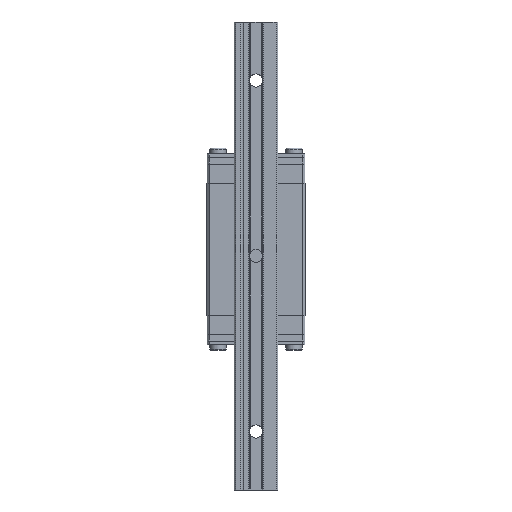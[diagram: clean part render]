
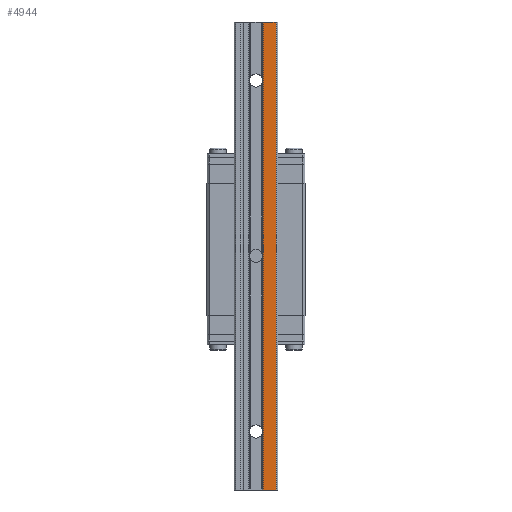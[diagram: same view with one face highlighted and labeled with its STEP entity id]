
A CAD part, front view. The second image highlights one B-rep face of the part: STEP entity #4944.
In plain terms, the highlighted planar face has unit normal (0, -1, 0).
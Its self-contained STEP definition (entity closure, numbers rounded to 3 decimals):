
#805=VERTEX_POINT('',#8261);
#806=VERTEX_POINT('',#8263);
#807=VERTEX_POINT('',#8267);
#808=VERTEX_POINT('',#8269);
#1325=VECTOR('',#6315,1.);
#1327=VECTOR('',#6318,1.);
#1328=VECTOR('',#6319,1.);
#1329=VECTOR('',#6320,1.);
#1861=LINE('',#8262,#1325);
#1863=LINE('',#8266,#1327);
#1864=LINE('',#8268,#1328);
#1865=LINE('',#8270,#1329);
#2512=EDGE_CURVE('',#806,#805,#1861,.F.);
#2514=EDGE_CURVE('',#807,#805,#1863,.F.);
#2515=EDGE_CURVE('',#808,#807,#1864,.F.);
#2516=EDGE_CURVE('',#808,#806,#1865,.F.);
#3638=ORIENTED_EDGE('',*,*,#2514,.F.);
#3639=ORIENTED_EDGE('',*,*,#2515,.F.);
#3640=ORIENTED_EDGE('',*,*,#2516,.T.);
#3641=ORIENTED_EDGE('',*,*,#2512,.T.);
#4288=EDGE_LOOP('',(#3638,#3639,#3640,#3641));
#4642=FACE_BOUND('',#4288,.T.);
#4944=ADVANCED_FACE('',(#4642),#8802,.T.);
#5320=AXIS2_PLACEMENT_3D('',#8265,#6317,$);
#6315=DIRECTION('',(0.,0.,-1.));
#6317=DIRECTION('',(0.,-1.,0.));
#6318=DIRECTION('',(-1.,0.,0.));
#6319=DIRECTION('',(0.,0.,-1.));
#6320=DIRECTION('',(-1.,0.,0.));
#8261=CARTESIAN_POINT('',(14.4,0.,0.));
#8262=CARTESIAN_POINT('',(14.4,0.,-160.));
#8263=CARTESIAN_POINT('',(14.4,0.,-160.));
#8265=CARTESIAN_POINT('',(10.,0.,-160.));
#8266=CARTESIAN_POINT('',(9.667,0.,0.));
#8267=CARTESIAN_POINT('',(10.,0.,0.));
#8268=CARTESIAN_POINT('',(10.,0.,-160.));
#8269=CARTESIAN_POINT('',(10.,0.,-160.));
#8270=CARTESIAN_POINT('',(9.667,0.,-160.));
#8802=PLANE('',#5320);
